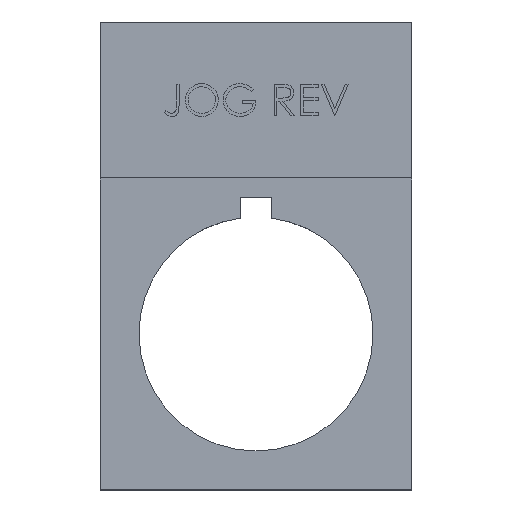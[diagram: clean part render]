
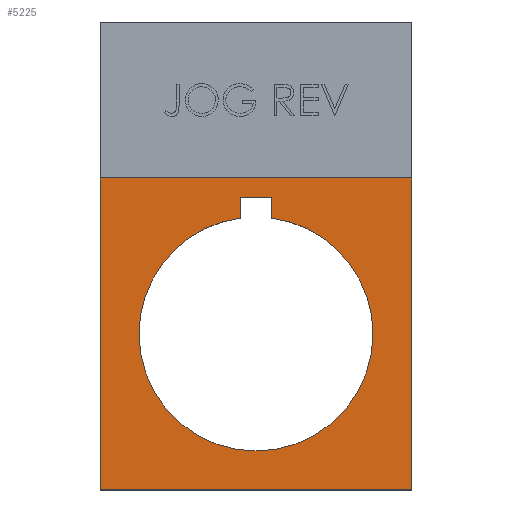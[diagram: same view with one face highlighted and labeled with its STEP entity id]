
A CAD part, top view. The second image highlights one B-rep face of the part: STEP entity #5225.
In plain terms, the highlighted planar face has unit normal (0, 0, 1).
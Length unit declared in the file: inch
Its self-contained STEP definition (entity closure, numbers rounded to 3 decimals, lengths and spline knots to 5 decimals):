
#81 = CARTESIAN_POINT ( 'NONE',  ( 0.59055, -0.59055, 0.01969 ) ) ;
#84 = VECTOR ( 'NONE', #1168, 39.37008 ) ;
#300 = CIRCLE ( 'NONE', #826, 0.44291 ) ;
#398 = CARTESIAN_POINT ( 'NONE',  ( 0.05906, 0.5177, 0.01969 ) ) ;
#433 = EDGE_CURVE ( 'NONE', #3109, #2806, #300, .T. ) ;
#464 = ORIENTED_EDGE ( 'NONE', *, *, #1028, .T. ) ;
#540 = EDGE_CURVE ( 'NONE', #2041, #2529, #3986, .T. ) ;
#604 = ORIENTED_EDGE ( 'NONE', *, *, #2719, .F. ) ;
#664 = AXIS2_PLACEMENT_3D ( 'NONE', #3340, #5532, #3777 ) ;
#826 = AXIS2_PLACEMENT_3D ( 'NONE', #5740, #3115, #4017 ) ;
#912 = B_SPLINE_CURVE_WITH_KNOTS ( 'NONE', 3,
 ( #3878, #5146, #1749, #3939 ),
 .UNSPECIFIED., .F., .F.,
 ( 4, 4 ),
 ( 0., 1. ),
 .UNSPECIFIED. ) ;
#1020 = ORIENTED_EDGE ( 'NONE', *, *, #4589, .T. ) ;
#1028 = EDGE_CURVE ( 'NONE', #2806, #1809, #2403, .T. ) ;
#1095 = DIRECTION ( 'NONE',  ( 0., 0., -1. ) ) ;
#1105 = VERTEX_POINT ( 'NONE', #4336 ) ;
#1126 = CARTESIAN_POINT ( 'NONE',  ( 0.05906, 0.43896, 0.01969 ) ) ;
#1168 = DIRECTION ( 'NONE',  ( 0., -1., 0. ) ) ;
#1265 = DIRECTION ( 'NONE',  ( 1., 0., 0. ) ) ;
#1273 = LINE ( 'NONE', #3413, #84 ) ;
#1331 = CARTESIAN_POINT ( 'NONE',  ( 0., 0.29528, 0.01969 ) ) ;
#1431 = VERTEX_POINT ( 'NONE', #1470 ) ;
#1470 = CARTESIAN_POINT ( 'NONE',  ( 0.59055, 0.59055, 0.01969 ) ) ;
#1522 = EDGE_LOOP ( 'NONE', ( #4683, #5028, #2186, #3880, #1711, #464 ) ) ;
#1609 = CARTESIAN_POINT ( 'NONE',  ( -0.05906, 0.43896, 0.01969 ) ) ;
#1679 = FACE_BOUND ( 'NONE', #1522, .T. ) ;
#1689 = CARTESIAN_POINT ( 'NONE',  ( 0.05906, 0.5177, 0.01969 ) ) ;
#1701 = CARTESIAN_POINT ( 'NONE',  ( -0.05906, 0.5177, 0.01969 ) ) ;
#1709 = ORIENTED_EDGE ( 'NONE', *, *, #540, .F. ) ;
#1711 = ORIENTED_EDGE ( 'NONE', *, *, #433, .T. ) ;
#1749 = CARTESIAN_POINT ( 'NONE',  ( -0.19685, 0.59055, 0.01969 ) ) ;
#1773 = DIRECTION ( 'NONE',  ( 1., 0., 0. ) ) ;
#1804 = CARTESIAN_POINT ( 'NONE',  ( 0.44291, 0., 0.01969 ) ) ;
#1809 = VERTEX_POINT ( 'NONE', #3267 ) ;
#1971 = DIRECTION ( 'NONE',  ( 0., -1., 0. ) ) ;
#1973 = EDGE_CURVE ( 'NONE', #4615, #1105, #2625, .T. ) ;
#2041 = VERTEX_POINT ( 'NONE', #3421 ) ;
#2186 = ORIENTED_EDGE ( 'NONE', *, *, #5533, .T. ) ;
#2226 = CIRCLE ( 'NONE', #664, 0.44291 ) ;
#2403 = LINE ( 'NONE', #1701, #4011 ) ;
#2529 = VERTEX_POINT ( 'NONE', #3557 ) ;
#2625 = LINE ( 'NONE', #1126, #4347 ) ;
#2676 = ORIENTED_EDGE ( 'NONE', *, *, #4556, .F. ) ;
#2719 = EDGE_CURVE ( 'NONE', #5690, #2041, #4563, .T. ) ;
#2787 = AXIS2_PLACEMENT_3D ( 'NONE', #4632, #1095, #5502 ) ;
#2806 = VERTEX_POINT ( 'NONE', #1609 ) ;
#2976 = DIRECTION ( 'NONE',  ( 0., 1., 0. ) ) ;
#3109 = VERTEX_POINT ( 'NONE', #5749 ) ;
#3115 = DIRECTION ( 'NONE',  ( 0., 0., -1. ) ) ;
#3209 = CIRCLE ( 'NONE', #2787, 0.44291 ) ;
#3239 = EDGE_LOOP ( 'NONE', ( #604, #2676, #1020, #1709 ) ) ;
#3267 = CARTESIAN_POINT ( 'NONE',  ( -0.05906, 0.5177, 0.01969 ) ) ;
#3319 = VERTEX_POINT ( 'NONE', #1804 ) ;
#3340 = CARTESIAN_POINT ( 'NONE',  ( 0., 0., 0.01969 ) ) ;
#3413 = CARTESIAN_POINT ( 'NONE',  ( 0.59055, -0.59055, 0.01969 ) ) ;
#3416 = VECTOR ( 'NONE', #1265, 39.37008 ) ;
#3421 = CARTESIAN_POINT ( 'NONE',  ( -0.59055, -0.59055, 0.01969 ) ) ;
#3474 = FACE_OUTER_BOUND ( 'NONE', #3239, .T. ) ;
#3557 = CARTESIAN_POINT ( 'NONE',  ( -0.59055, 0.59055, 0.01969 ) ) ;
#3777 = DIRECTION ( 'NONE',  ( 1., 0., 0. ) ) ;
#3878 = CARTESIAN_POINT ( 'NONE',  ( 0.59055, 0.59055, 0.01969 ) ) ;
#3880 = ORIENTED_EDGE ( 'NONE', *, *, #5057, .T. ) ;
#3939 = CARTESIAN_POINT ( 'NONE',  ( -0.59055, 0.59055, 0.01969 ) ) ;
#3963 = DIRECTION ( 'NONE',  ( 0., 1., 0. ) ) ;
#3986 = LINE ( 'NONE', #5322, #5368 ) ;
#4011 = VECTOR ( 'NONE', #2976, 39.37008 ) ;
#4017 = DIRECTION ( 'NONE',  ( 1., 0., 0. ) ) ;
#4209 = VECTOR ( 'NONE', #5497, 39.37008 ) ;
#4336 = CARTESIAN_POINT ( 'NONE',  ( 0.05906, 0.43896, 0.01969 ) ) ;
#4347 = VECTOR ( 'NONE', #1971, 39.37008 ) ;
#4373 = AXIS2_PLACEMENT_3D ( 'NONE', #1331, #4415, #1773 ) ;
#4415 = DIRECTION ( 'NONE',  ( 0., 0., 1. ) ) ;
#4556 = EDGE_CURVE ( 'NONE', #1431, #5690, #1273, .T. ) ;
#4563 = LINE ( 'NONE', #5442, #4209 ) ;
#4589 = EDGE_CURVE ( 'NONE', #1431, #2529, #912, .T. ) ;
#4615 = VERTEX_POINT ( 'NONE', #398 ) ;
#4632 = CARTESIAN_POINT ( 'NONE',  ( 0., 0., 0.01969 ) ) ;
#4683 = ORIENTED_EDGE ( 'NONE', *, *, #4702, .T. ) ;
#4702 = EDGE_CURVE ( 'NONE', #1809, #4615, #5490, .T. ) ;
#5028 = ORIENTED_EDGE ( 'NONE', *, *, #1973, .T. ) ;
#5057 = EDGE_CURVE ( 'NONE', #3319, #3109, #3209, .T. ) ;
#5146 = CARTESIAN_POINT ( 'NONE',  ( 0.19685, 0.59055, 0.01969 ) ) ;
#5225 = ADVANCED_FACE ( 'NONE', ( #1679, #3474 ), #5711, .T. ) ;
#5322 = CARTESIAN_POINT ( 'NONE',  ( -0.59055, 1.1811, 0.01969 ) ) ;
#5368 = VECTOR ( 'NONE', #3963, 39.37008 ) ;
#5442 = CARTESIAN_POINT ( 'NONE',  ( -0.59055, -0.59055, 0.01969 ) ) ;
#5490 = LINE ( 'NONE', #1689, #3416 ) ;
#5497 = DIRECTION ( 'NONE',  ( -1., 0., 0. ) ) ;
#5502 = DIRECTION ( 'NONE',  ( 1., 0., 0. ) ) ;
#5532 = DIRECTION ( 'NONE',  ( 0., 0., -1. ) ) ;
#5533 = EDGE_CURVE ( 'NONE', #1105, #3319, #2226, .T. ) ;
#5690 = VERTEX_POINT ( 'NONE', #81 ) ;
#5711 = PLANE ( 'NONE',  #4373 ) ;
#5740 = CARTESIAN_POINT ( 'NONE',  ( 0., 0., 0.01969 ) ) ;
#5749 = CARTESIAN_POINT ( 'NONE',  ( -0.44291, 0., 0.01969 ) ) ;
